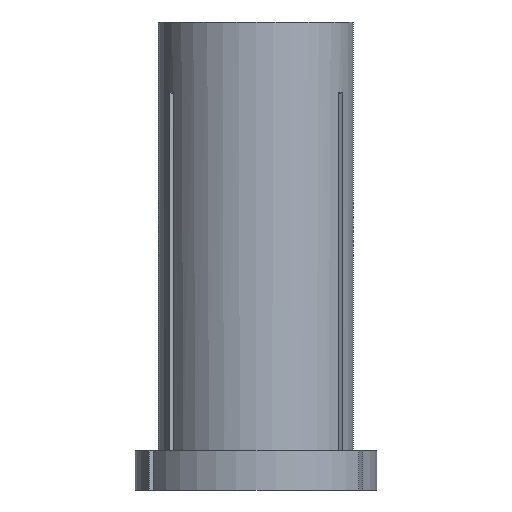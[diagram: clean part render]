
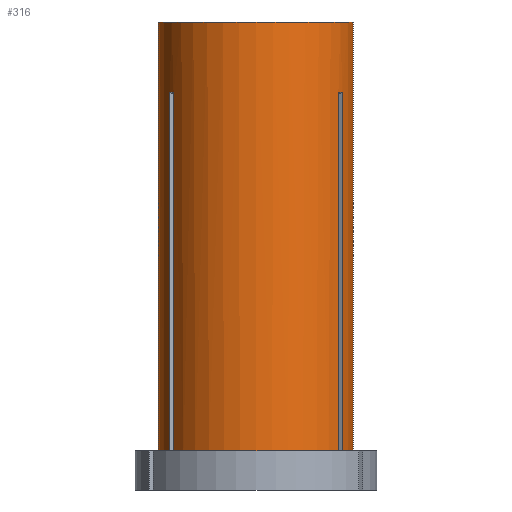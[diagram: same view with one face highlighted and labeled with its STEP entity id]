
A CAD part, front view. The second image highlights one B-rep face of the part: STEP entity #316.
In plain terms, the highlighted cylindrical face has radius 12.5 mm (diameter 25 mm), a partial arc.
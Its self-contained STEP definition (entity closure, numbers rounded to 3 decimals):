
#4 = CARTESIAN_POINT ( 'NONE',  ( 10.828, -6.252, -8.999 ) ) ;
#25 = CARTESIAN_POINT ( 'NONE',  ( 10.567, -6.678, -55. ) ) ;
#37 = EDGE_CURVE ( 'NONE', #883, #318, #811, .T. ) ;
#38 = EDGE_CURVE ( 'NONE', #651, #1096, #818, .T. ) ;
#39 = DIRECTION ( 'NONE',  ( 0., 0., 1. ) ) ;
#40 = CIRCLE ( 'NONE', #833, 12.5 ) ;
#47 = VECTOR ( 'NONE', #735, 1000. ) ;
#67 = DIRECTION ( 'NONE',  ( 0., 0., 1. ) ) ;
#83 = VECTOR ( 'NONE', #67, 1000. ) ;
#96 = DIRECTION ( 'NONE',  ( 1., 0., 0. ) ) ;
#105 = DIRECTION ( 'NONE',  ( 0., 0., 1. ) ) ;
#106 = CARTESIAN_POINT ( 'NONE',  ( -10.567, -6.678, 0. ) ) ;
#116 = VECTOR ( 'NONE', #662, 1000. ) ;
#119 = ORIENTED_EDGE ( 'NONE', *, *, #241, .F. ) ;
#136 = ORIENTED_EDGE ( 'NONE', *, *, #805, .T. ) ;
#156 = CARTESIAN_POINT ( 'NONE',  ( 0., 0., -55. ) ) ;
#161 = CARTESIAN_POINT ( 'NONE',  ( 12.5, 0., 0. ) ) ;
#196 = LINE ( 'NONE', #714, #957 ) ;
#235 = ORIENTED_EDGE ( 'NONE', *, *, #412, .F. ) ;
#241 = EDGE_CURVE ( 'NONE', #480, #850, #40, .T. ) ;
#243 = CARTESIAN_POINT ( 'NONE',  ( -10.656, -6.536, -9.001 ) ) ;
#262 = ORIENTED_EDGE ( 'NONE', *, *, #726, .T. ) ;
#280 = CIRCLE ( 'NONE', #585, 12.5 ) ;
#300 = EDGE_CURVE ( 'NONE', #397, #1096, #678, .T. ) ;
#302 = LINE ( 'NONE', #106, #47 ) ;
#307 = CARTESIAN_POINT ( 'NONE',  ( 10.567, -6.678, -9.004 ) ) ;
#314 = DIRECTION ( 'NONE',  ( 0., 0., 1. ) ) ;
#316 = ADVANCED_FACE ( 'NONE', ( #1106 ), #648, .T. ) ;
#318 = VERTEX_POINT ( 'NONE', #25 ) ;
#320 = ORIENTED_EDGE ( 'NONE', *, *, #469, .T. ) ;
#324 = DIRECTION ( 'NONE',  ( 1., 0., 0. ) ) ;
#346 = DIRECTION ( 'NONE',  ( 1., 0., 0. ) ) ;
#349 = CARTESIAN_POINT ( 'NONE',  ( 11.067, -5.812, -9.004 ) ) ;
#350 = DIRECTION ( 'NONE',  ( 1., 0., 0. ) ) ;
#366 = VECTOR ( 'NONE', #1084, 1000. ) ;
#378 = VERTEX_POINT ( 'NONE', #569 ) ;
#391 = CIRCLE ( 'NONE', #983, 12.5 ) ;
#397 = VERTEX_POINT ( 'NONE', #638 ) ;
#404 = CARTESIAN_POINT ( 'NONE',  ( 0., 0., -55. ) ) ;
#412 = EDGE_CURVE ( 'NONE', #873, #480, #849, .T. ) ;
#419 = EDGE_CURVE ( 'NONE', #915, #857, #978, .T. ) ;
#421 = CARTESIAN_POINT ( 'NONE',  ( 12.5, 0., 0. ) ) ;
#422 = VECTOR ( 'NONE', #105, 1000. ) ;
#454 = CARTESIAN_POINT ( 'NONE',  ( 0., 0., 0. ) ) ;
#455 = EDGE_LOOP ( 'NONE', ( #235, #995, #136, #827, #1056, #869, #466, #1005, #522, #262, #320, #119 ) ) ;
#466 = ORIENTED_EDGE ( 'NONE', *, *, #724, .T. ) ;
#469 = EDGE_CURVE ( 'NONE', #378, #850, #1001, .T. ) ;
#480 = VERTEX_POINT ( 'NONE', #513 ) ;
#513 = CARTESIAN_POINT ( 'NONE',  ( -12.5, 0., 0. ) ) ;
#522 = ORIENTED_EDGE ( 'NONE', *, *, #300, .F. ) ;
#530 = DIRECTION ( 'NONE',  ( 0., 0., 1. ) ) ;
#569 = CARTESIAN_POINT ( 'NONE',  ( 12.5, 0., -55. ) ) ;
#585 = AXIS2_PLACEMENT_3D ( 'NONE', #404, #39, #346 ) ;
#595 = CARTESIAN_POINT ( 'NONE',  ( 10.656, -6.537, -9.001 ) ) ;
#612 = CARTESIAN_POINT ( 'NONE',  ( 11.067, -5.812, -9.004 ) ) ;
#638 = CARTESIAN_POINT ( 'NONE',  ( 11.067, -5.812, -55. ) ) ;
#648 = CYLINDRICAL_SURFACE ( 'NONE', #751, 12.5 ) ;
#651 = VERTEX_POINT ( 'NONE', #822 ) ;
#662 = DIRECTION ( 'NONE',  ( 0., 0., 1. ) ) ;
#671 = LINE ( 'NONE', #1114, #366 ) ;
#678 = LINE ( 'NONE', #988, #422 ) ;
#693 = CARTESIAN_POINT ( 'NONE',  ( -11.067, -5.812, -55. ) ) ;
#702 = CARTESIAN_POINT ( 'NONE',  ( 10.989, -5.96, -9.001 ) ) ;
#714 = CARTESIAN_POINT ( 'NONE',  ( -11.067, -5.812, 0. ) ) ;
#724 = EDGE_CURVE ( 'NONE', #318, #651, #671, .T. ) ;
#726 = EDGE_CURVE ( 'NONE', #397, #378, #280, .T. ) ;
#735 = DIRECTION ( 'NONE',  ( 0., 0., 1. ) ) ;
#737 = EDGE_CURVE ( 'NONE', #873, #852, #391, .T. ) ;
#743 = CARTESIAN_POINT ( 'NONE',  ( -11.067, -5.812, -9.004 ) ) ;
#751 = AXIS2_PLACEMENT_3D ( 'NONE', #454, #897, #350 ) ;
#782 = CARTESIAN_POINT ( 'NONE',  ( -10.567, -6.678, -9.004 ) ) ;
#789 = DIRECTION ( 'NONE',  ( 0., 0., 1. ) ) ;
#805 = EDGE_CURVE ( 'NONE', #852, #915, #196, .T. ) ;
#811 = CIRCLE ( 'NONE', #1057, 12.5 ) ;
#818 = B_SPLINE_CURVE_WITH_KNOTS ( 'NONE', 3,
 ( #307, #595, #4, #702, #349 ),
 .UNSPECIFIED., .F., .F.,
 ( 4, 1, 4 ),
 ( 0.08, 0.081, 0.081 ),
 .UNSPECIFIED. ) ;
#822 = CARTESIAN_POINT ( 'NONE',  ( 10.567, -6.678, -9.004 ) ) ;
#827 = ORIENTED_EDGE ( 'NONE', *, *, #419, .T. ) ;
#833 = AXIS2_PLACEMENT_3D ( 'NONE', #1048, #530, #899 ) ;
#849 = LINE ( 'NONE', #872, #116 ) ;
#850 = VERTEX_POINT ( 'NONE', #161 ) ;
#852 = VERTEX_POINT ( 'NONE', #693 ) ;
#857 = VERTEX_POINT ( 'NONE', #876 ) ;
#863 = CARTESIAN_POINT ( 'NONE',  ( -12.5, 0., -55. ) ) ;
#864 = CARTESIAN_POINT ( 'NONE',  ( -11.067, -5.812, -9.004 ) ) ;
#869 = ORIENTED_EDGE ( 'NONE', *, *, #37, .T. ) ;
#872 = CARTESIAN_POINT ( 'NONE',  ( -12.5, 0., 0. ) ) ;
#873 = VERTEX_POINT ( 'NONE', #863 ) ;
#876 = CARTESIAN_POINT ( 'NONE',  ( -10.567, -6.678, -9.004 ) ) ;
#883 = VERTEX_POINT ( 'NONE', #1011 ) ;
#897 = DIRECTION ( 'NONE',  ( 0., 0., 1. ) ) ;
#899 = DIRECTION ( 'NONE',  ( 1., 0., 0. ) ) ;
#915 = VERTEX_POINT ( 'NONE', #743 ) ;
#957 = VECTOR ( 'NONE', #1092, 1000. ) ;
#978 = B_SPLINE_CURVE_WITH_KNOTS ( 'NONE', 3,
 ( #864, #1105, #1014, #243, #782 ),
 .UNSPECIFIED., .F., .F.,
 ( 4, 1, 4 ),
 ( 0.074, 0.074, 0.075 ),
 .UNSPECIFIED. ) ;
#983 = AXIS2_PLACEMENT_3D ( 'NONE', #156, #314, #324 ) ;
#988 = CARTESIAN_POINT ( 'NONE',  ( 11.067, -5.812, 0. ) ) ;
#990 = EDGE_CURVE ( 'NONE', #883, #857, #302, .T. ) ;
#995 = ORIENTED_EDGE ( 'NONE', *, *, #737, .T. ) ;
#1001 = LINE ( 'NONE', #421, #83 ) ;
#1005 = ORIENTED_EDGE ( 'NONE', *, *, #38, .T. ) ;
#1011 = CARTESIAN_POINT ( 'NONE',  ( -10.567, -6.678, -55. ) ) ;
#1014 = CARTESIAN_POINT ( 'NONE',  ( -10.829, -6.25, -8.999 ) ) ;
#1048 = CARTESIAN_POINT ( 'NONE',  ( 0., 0., 0. ) ) ;
#1056 = ORIENTED_EDGE ( 'NONE', *, *, #990, .F. ) ;
#1057 = AXIS2_PLACEMENT_3D ( 'NONE', #1077, #789, #96 ) ;
#1077 = CARTESIAN_POINT ( 'NONE',  ( 0., 0., -55. ) ) ;
#1084 = DIRECTION ( 'NONE',  ( 0., 0., 1. ) ) ;
#1092 = DIRECTION ( 'NONE',  ( 0., 0., 1. ) ) ;
#1096 = VERTEX_POINT ( 'NONE', #612 ) ;
#1105 = CARTESIAN_POINT ( 'NONE',  ( -10.989, -5.959, -9.001 ) ) ;
#1106 = FACE_OUTER_BOUND ( 'NONE', #455, .T. ) ;
#1114 = CARTESIAN_POINT ( 'NONE',  ( 10.567, -6.678, 0. ) ) ;
